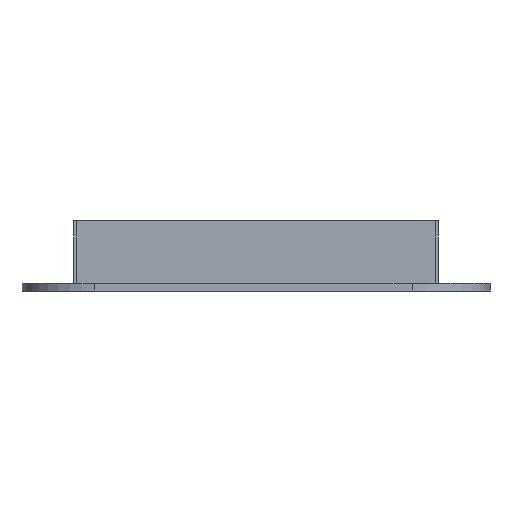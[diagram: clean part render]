
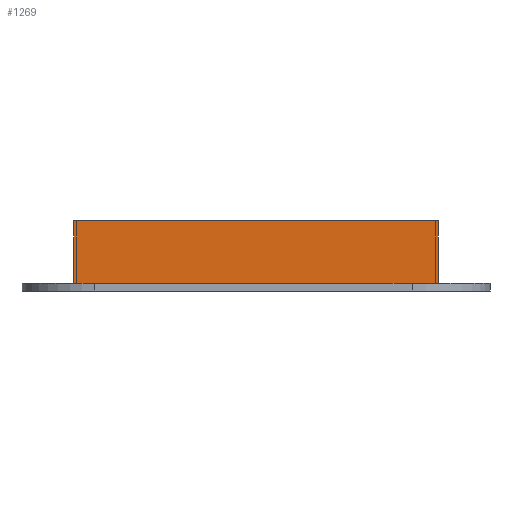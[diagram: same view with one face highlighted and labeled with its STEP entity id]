
A CAD part, left-side view. The second image highlights one B-rep face of the part: STEP entity #1269.
In plain terms, the highlighted planar face has unit normal (-1, 0, 0).
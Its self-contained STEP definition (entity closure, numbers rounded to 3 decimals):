
#169=FACE_OUTER_BOUND('',#232,.T.);
#232=EDGE_LOOP('',(#900,#901,#902,#903));
#365=LINE('',#1867,#482);
#366=LINE('',#1870,#483);
#367=LINE('',#1872,#484);
#368=LINE('',#1873,#485);
#482=VECTOR('',#1495,10.);
#483=VECTOR('',#1498,10.);
#484=VECTOR('',#1499,10.);
#485=VECTOR('',#1500,10.);
#593=VERTEX_POINT('',#1863);
#594=VERTEX_POINT('',#1865);
#595=VERTEX_POINT('',#1869);
#596=VERTEX_POINT('',#1871);
#717=EDGE_CURVE('',#593,#594,#365,.T.);
#718=EDGE_CURVE('',#593,#595,#366,.T.);
#719=EDGE_CURVE('',#596,#594,#367,.T.);
#720=EDGE_CURVE('',#595,#596,#368,.T.);
#900=ORIENTED_EDGE('',*,*,#718,.F.);
#901=ORIENTED_EDGE('',*,*,#717,.T.);
#902=ORIENTED_EDGE('',*,*,#719,.F.);
#903=ORIENTED_EDGE('',*,*,#720,.F.);
#1236=PLANE('',#1346);
#1269=ADVANCED_FACE('',(#169),#1236,.T.);
#1346=AXIS2_PLACEMENT_3D('',#1868,#1496,#1497);
#1495=DIRECTION('',(0.,0.,1.));
#1496=DIRECTION('center_axis',(-1.,0.,0.));
#1497=DIRECTION('ref_axis',(0.,-1.,0.));
#1498=DIRECTION('',(0.,1.,0.));
#1499=DIRECTION('',(0.,-1.,0.));
#1500=DIRECTION('',(0.,0.,1.));
#1863=CARTESIAN_POINT('',(-102.756,-70.061,3.));
#1865=CARTESIAN_POINT('',(-102.756,-70.061,27.));
#1867=CARTESIAN_POINT('',(-102.756,-70.061,3.));
#1868=CARTESIAN_POINT('Origin',(-102.756,70.061,3.));
#1869=CARTESIAN_POINT('',(-102.756,70.061,3.));
#1870=CARTESIAN_POINT('',(-102.756,35.031,3.));
#1871=CARTESIAN_POINT('',(-102.756,70.061,27.));
#1872=CARTESIAN_POINT('',(-102.756,-70.061,27.));
#1873=CARTESIAN_POINT('',(-102.756,70.061,3.));
